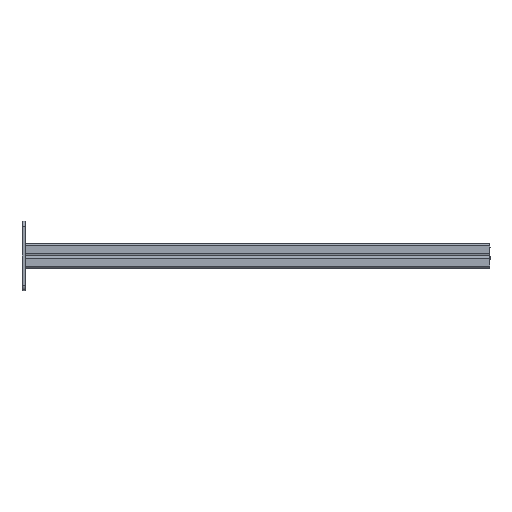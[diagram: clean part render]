
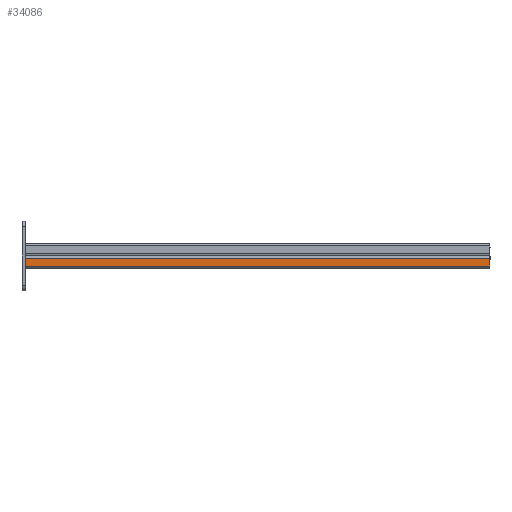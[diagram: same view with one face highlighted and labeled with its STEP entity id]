
A CAD part, front view. The second image highlights one B-rep face of the part: STEP entity #34086.
In plain terms, the highlighted face is planar.
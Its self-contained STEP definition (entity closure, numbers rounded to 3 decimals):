
#474 = CARTESIAN_POINT ( 'NONE',  ( -20.5, 0., -400. ) ) ;
#2665 = EDGE_LOOP ( 'NONE', ( #36991, #8979, #6546, #21695 ) ) ;
#2687 = CARTESIAN_POINT ( 'NONE',  ( -20.5, 17.25, -800. ) ) ;
#3202 = DIRECTION ( 'NONE',  ( 0., 1., 0. ) ) ;
#3325 = FACE_OUTER_BOUND ( 'NONE', #2665, .T. ) ;
#4130 = CARTESIAN_POINT ( 'NONE',  ( -20.5, 0., 0. ) ) ;
#4234 = DIRECTION ( 'NONE',  ( 0., 0., 1. ) ) ;
#5205 = EDGE_CURVE ( 'NONE', #13963, #30573, #26767, .T. ) ;
#5888 = CARTESIAN_POINT ( 'NONE',  ( -20.5, 17.25, -400. ) ) ;
#6546 = ORIENTED_EDGE ( 'NONE', *, *, #11430, .F. ) ;
#6864 = LINE ( 'NONE', #4130, #34512 ) ;
#8979 = ORIENTED_EDGE ( 'NONE', *, *, #5205, .F. ) ;
#10911 = DIRECTION ( 'NONE',  ( 0., 1., 0. ) ) ;
#11430 = EDGE_CURVE ( 'NONE', #38784, #13963, #12209, .T. ) ;
#12135 = CARTESIAN_POINT ( 'NONE',  ( -20.5, 3.75, -800. ) ) ;
#12209 = LINE ( 'NONE', #42702, #17282 ) ;
#13315 = DIRECTION ( 'NONE',  ( 0., 0., 1. ) ) ;
#13735 = CARTESIAN_POINT ( 'NONE',  ( -20.5, 3.75, 0. ) ) ;
#13963 = VERTEX_POINT ( 'NONE', #2687 ) ;
#15128 = CARTESIAN_POINT ( 'NONE',  ( -20.5, 3.75, -400. ) ) ;
#15366 = EDGE_CURVE ( 'NONE', #42695, #30573, #6864, .T. ) ;
#17168 = AXIS2_PLACEMENT_3D ( 'NONE', #474, #42959, #32305 ) ;
#17193 = VECTOR ( 'NONE', #13315, 1000. ) ;
#17282 = VECTOR ( 'NONE', #3202, 1000. ) ;
#21695 = ORIENTED_EDGE ( 'NONE', *, *, #21903, .T. ) ;
#21903 = EDGE_CURVE ( 'NONE', #38784, #42695, #28570, .T. ) ;
#24057 = CARTESIAN_POINT ( 'NONE',  ( -20.5, 17.25, 0. ) ) ;
#26767 = LINE ( 'NONE', #5888, #17193 ) ;
#28570 = LINE ( 'NONE', #15128, #45442 ) ;
#28994 = PLANE ( 'NONE',  #17168 ) ;
#30573 = VERTEX_POINT ( 'NONE', #24057 ) ;
#32305 = DIRECTION ( 'NONE',  ( 0., 0., -1. ) ) ;
#34086 = ADVANCED_FACE ( 'NONE', ( #3325 ), #28994, .F. ) ;
#34512 = VECTOR ( 'NONE', #10911, 1000. ) ;
#36991 = ORIENTED_EDGE ( 'NONE', *, *, #15366, .T. ) ;
#38784 = VERTEX_POINT ( 'NONE', #12135 ) ;
#42695 = VERTEX_POINT ( 'NONE', #13735 ) ;
#42702 = CARTESIAN_POINT ( 'NONE',  ( -20.5, 0., -800. ) ) ;
#42959 = DIRECTION ( 'NONE',  ( 1., 0., 0. ) ) ;
#45442 = VECTOR ( 'NONE', #4234, 1000. ) ;
